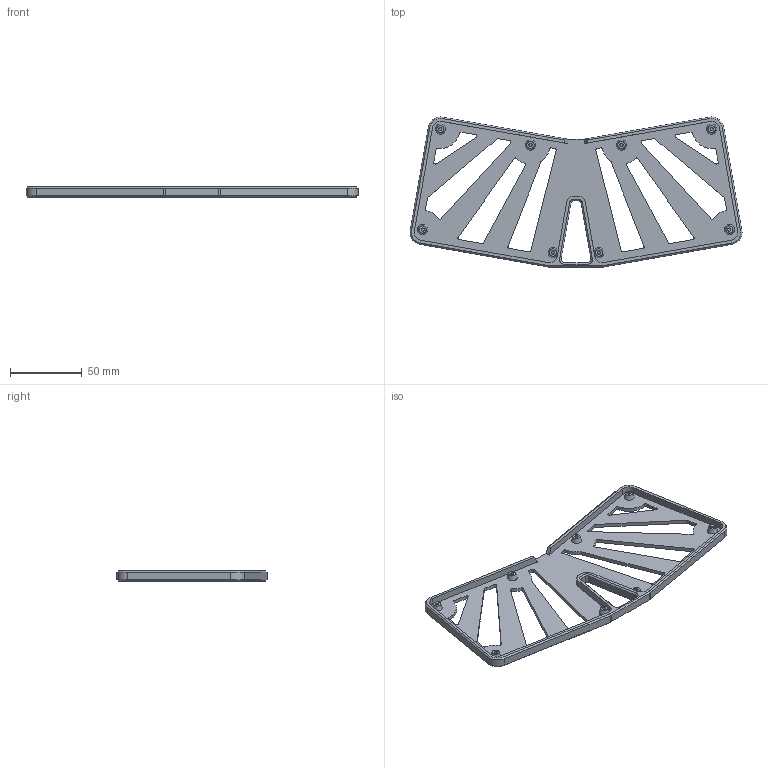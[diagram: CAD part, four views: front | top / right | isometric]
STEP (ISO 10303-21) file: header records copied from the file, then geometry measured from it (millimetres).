
FILE_DESCRIPTION(/* description */ (''),/* implementation_level */ '2;1');
FILE_NAME(/* name */ 'lebroke case cutouts.step',/* time_stamp */ '2025-07-04T20:04:10-06:00',/* author */ (''),/* organization */ (''),/* preprocessor_version */ 'ST-DEVELOPER v20.1',/* originating_system */ 'Autodesk Translation Framework v14.10.0.0',/* authorisation */ '');
FILE_SCHEMA (('AUTOMOTIVE_DESIGN { 1 0 10303 214 3 1 1 }'));
Length unit declared in the file: millimetre
Products named in the file (1): case
Bounding box: 231.12 x 104.46 x 7.5 mm (x, y, z)
Volume: 44132.2 mm3; surface area: 38302.3 mm2
Topology: 1 solids, 1 shells, 203 faces, 511 edges, 324 vertices
Faces by surface type: plane 93, cylinder 76, cone 34
Full cylindrical faces by diameter (mm): 2.2 x8
Entity records: 6158 total; most frequent: DIRECTION 1107, CARTESIAN_POINT 1065, ORIENTED_EDGE 1022, EDGE_CURVE 511, AXIS2_PLACEMENT_3D 398, VERTEX_POINT 324, LINE 311, VECTOR 311
